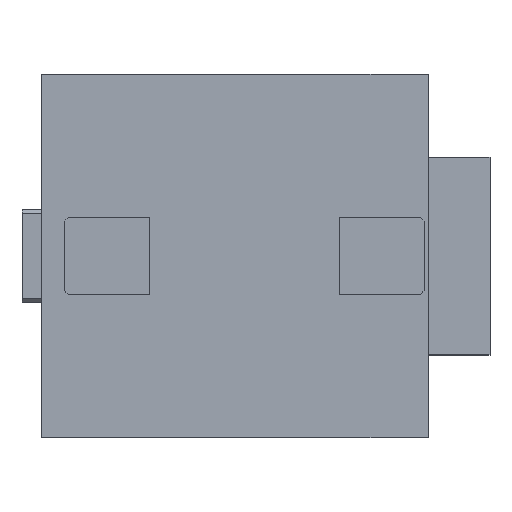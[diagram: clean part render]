
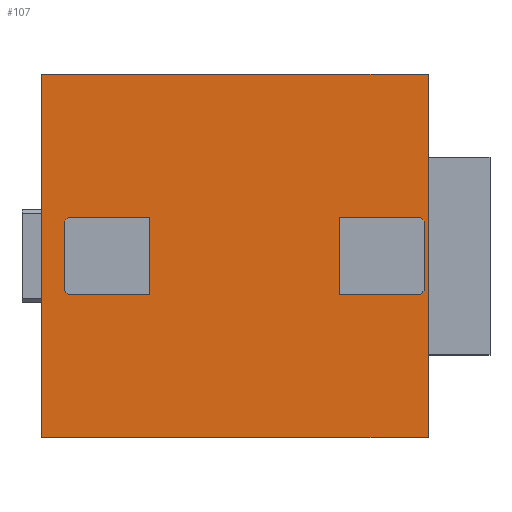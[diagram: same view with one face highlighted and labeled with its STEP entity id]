
A CAD part, top view. The second image highlights one B-rep face of the part: STEP entity #107.
In plain terms, the highlighted planar face has unit normal (0, 0, 1).
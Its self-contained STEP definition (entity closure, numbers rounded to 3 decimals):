
#74=FACE_BOUND('',#278,.T.);
#75=FACE_BOUND('',#279,.T.);
#76=FACE_BOUND('',#280,.T.);
#107=ADVANCED_FACE('',(#74,#75,#76),#173,.F.);
#173=PLANE('',#1185);
#278=EDGE_LOOP('',(#371,#372,#373,#374,#375,#376));
#279=EDGE_LOOP('',(#377,#378,#379,#380,#381,#382));
#280=EDGE_LOOP('',(#383,#384,#385,#386,#387,#388));
#371=ORIENTED_EDGE('',*,*,#769,.T.);
#372=ORIENTED_EDGE('',*,*,#770,.T.);
#373=ORIENTED_EDGE('',*,*,#771,.T.);
#374=ORIENTED_EDGE('',*,*,#772,.T.);
#375=ORIENTED_EDGE('',*,*,#773,.T.);
#376=ORIENTED_EDGE('',*,*,#774,.T.);
#377=ORIENTED_EDGE('',*,*,#775,.T.);
#378=ORIENTED_EDGE('',*,*,#776,.T.);
#379=ORIENTED_EDGE('',*,*,#777,.T.);
#380=ORIENTED_EDGE('',*,*,#778,.T.);
#381=ORIENTED_EDGE('',*,*,#779,.T.);
#382=ORIENTED_EDGE('',*,*,#780,.T.);
#383=ORIENTED_EDGE('',*,*,#781,.T.);
#384=ORIENTED_EDGE('',*,*,#764,.F.);
#385=ORIENTED_EDGE('',*,*,#782,.F.);
#386=ORIENTED_EDGE('',*,*,#768,.F.);
#387=ORIENTED_EDGE('',*,*,#783,.F.);
#388=ORIENTED_EDGE('',*,*,#784,.T.);
#658=VERTEX_POINT('',#1596);
#662=VERTEX_POINT('',#1604);
#663=VERTEX_POINT('',#1606);
#666=VERTEX_POINT('',#1612);
#667=VERTEX_POINT('',#1616);
#668=VERTEX_POINT('',#1617);
#669=VERTEX_POINT('',#1619);
#670=VERTEX_POINT('',#1621);
#671=VERTEX_POINT('',#1623);
#672=VERTEX_POINT('',#1625);
#673=VERTEX_POINT('',#1628);
#674=VERTEX_POINT('',#1629);
#675=VERTEX_POINT('',#1631);
#676=VERTEX_POINT('',#1633);
#677=VERTEX_POINT('',#1635);
#678=VERTEX_POINT('',#1637);
#679=VERTEX_POINT('',#1640);
#680=VERTEX_POINT('',#1643);
#764=EDGE_CURVE('',#662,#663,#912,.T.);
#768=EDGE_CURVE('',#666,#658,#916,.T.);
#769=EDGE_CURVE('',#667,#668,#917,.T.);
#770=EDGE_CURVE('',#668,#669,#918,.T.);
#771=EDGE_CURVE('',#669,#670,#919,.T.);
#772=EDGE_CURVE('',#670,#671,#920,.T.);
#773=EDGE_CURVE('',#671,#672,#921,.T.);
#774=EDGE_CURVE('',#672,#667,#922,.T.);
#775=EDGE_CURVE('',#673,#674,#923,.T.);
#776=EDGE_CURVE('',#674,#675,#924,.T.);
#777=EDGE_CURVE('',#675,#676,#925,.T.);
#778=EDGE_CURVE('',#676,#677,#926,.T.);
#779=EDGE_CURVE('',#677,#678,#927,.T.);
#780=EDGE_CURVE('',#678,#673,#928,.T.);
#781=EDGE_CURVE('',#679,#663,#929,.T.);
#782=EDGE_CURVE('',#658,#662,#930,.T.);
#783=EDGE_CURVE('',#680,#666,#931,.T.);
#784=EDGE_CURVE('',#680,#679,#932,.T.);
#912=LINE('',#1605,#1034);
#916=LINE('',#1613,#1038);
#917=LINE('',#1615,#1039);
#918=LINE('',#1618,#1040);
#919=LINE('',#1620,#1041);
#920=LINE('',#1622,#1042);
#921=LINE('',#1624,#1043);
#922=LINE('',#1626,#1044);
#923=LINE('',#1627,#1045);
#924=LINE('',#1630,#1046);
#925=LINE('',#1632,#1047);
#926=LINE('',#1634,#1048);
#927=LINE('',#1636,#1049);
#928=LINE('',#1638,#1050);
#929=LINE('',#1639,#1051);
#930=LINE('',#1641,#1052);
#931=LINE('',#1642,#1053);
#932=LINE('',#1644,#1054);
#1034=VECTOR('',#1288,1.);
#1038=VECTOR('',#1292,1.);
#1039=VECTOR('',#1295,1.);
#1040=VECTOR('',#1296,1.);
#1041=VECTOR('',#1297,1.);
#1042=VECTOR('',#1298,1.);
#1043=VECTOR('',#1299,1.);
#1044=VECTOR('',#1300,1.);
#1045=VECTOR('',#1301,1.);
#1046=VECTOR('',#1302,1.);
#1047=VECTOR('',#1303,1.);
#1048=VECTOR('',#1304,1.);
#1049=VECTOR('',#1305,1.);
#1050=VECTOR('',#1306,1.);
#1051=VECTOR('',#1307,1.);
#1052=VECTOR('',#1308,1.);
#1053=VECTOR('',#1309,1.);
#1054=VECTOR('',#1310,1.);
#1185=AXIS2_PLACEMENT_3D('',#1645,#1311,#1312);
#1288=DIRECTION('',(0.,1.,0.));
#1292=DIRECTION('',(0.,1.,0.));
#1295=DIRECTION('',(-0.707,-0.707,0.));
#1296=DIRECTION('',(-1.,0.,0.));
#1297=DIRECTION('',(0.,1.,0.));
#1298=DIRECTION('',(1.,0.,0.));
#1299=DIRECTION('',(0.707,-0.707,0.));
#1300=DIRECTION('',(0.,-1.,0.));
#1301=DIRECTION('',(-0.707,0.707,0.));
#1302=DIRECTION('',(0.,1.,0.));
#1303=DIRECTION('',(0.707,0.707,0.));
#1304=DIRECTION('',(1.,0.,0.));
#1305=DIRECTION('',(0.,-1.,0.));
#1306=DIRECTION('',(-1.,0.,0.));
#1307=DIRECTION('',(-1.,0.,0.));
#1308=DIRECTION('',(0.,1.,0.));
#1309=DIRECTION('',(-1.,0.,0.));
#1310=DIRECTION('',(0.,1.,0.));
#1311=DIRECTION('',(0.,0.,-1.));
#1312=DIRECTION('',(-1.,0.,0.));
#1596=CARTESIAN_POINT('',(0.,-12.,0.));
#1604=CARTESIAN_POINT('',(0.,12.,0.));
#1605=CARTESIAN_POINT('',(0.,-47.,0.));
#1606=CARTESIAN_POINT('',(0.,47.,0.));
#1612=CARTESIAN_POINT('',(0.,-47.,0.));
#1613=CARTESIAN_POINT('',(0.,-47.,0.));
#1615=CARTESIAN_POINT('',(99.,-9.,0.));
#1616=CARTESIAN_POINT('',(99.,-9.,0.));
#1617=CARTESIAN_POINT('',(98.,-10.,0.));
#1618=CARTESIAN_POINT('',(98.,-10.,0.));
#1619=CARTESIAN_POINT('',(77.,-10.,0.));
#1620=CARTESIAN_POINT('',(77.,-10.,0.));
#1621=CARTESIAN_POINT('',(77.,10.,0.));
#1622=CARTESIAN_POINT('',(77.,10.,0.));
#1623=CARTESIAN_POINT('',(98.,10.,0.));
#1624=CARTESIAN_POINT('',(98.,10.,0.));
#1625=CARTESIAN_POINT('',(99.,9.,0.));
#1626=CARTESIAN_POINT('',(99.,9.,0.));
#1627=CARTESIAN_POINT('',(7.,-10.,0.));
#1628=CARTESIAN_POINT('',(7.,-10.,0.));
#1629=CARTESIAN_POINT('',(6.,-9.,0.));
#1630=CARTESIAN_POINT('',(6.,-9.,0.));
#1631=CARTESIAN_POINT('',(6.,9.,0.));
#1632=CARTESIAN_POINT('',(6.,9.,0.));
#1633=CARTESIAN_POINT('',(7.,10.,0.));
#1634=CARTESIAN_POINT('',(7.,10.,0.));
#1635=CARTESIAN_POINT('',(28.,10.,0.));
#1636=CARTESIAN_POINT('',(28.,10.,0.));
#1637=CARTESIAN_POINT('',(28.,-10.,0.));
#1638=CARTESIAN_POINT('',(28.,-10.,0.));
#1639=CARTESIAN_POINT('',(100.,47.,0.));
#1640=CARTESIAN_POINT('',(100.,47.,0.));
#1641=CARTESIAN_POINT('',(0.,-47.,0.));
#1642=CARTESIAN_POINT('',(100.,-47.,0.));
#1643=CARTESIAN_POINT('',(100.,-47.,0.));
#1644=CARTESIAN_POINT('',(100.,-47.,0.));
#1645=CARTESIAN_POINT('',(100.,-47.,0.));
